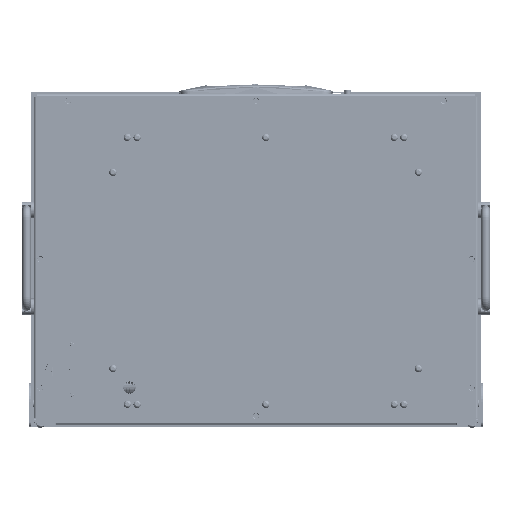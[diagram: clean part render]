
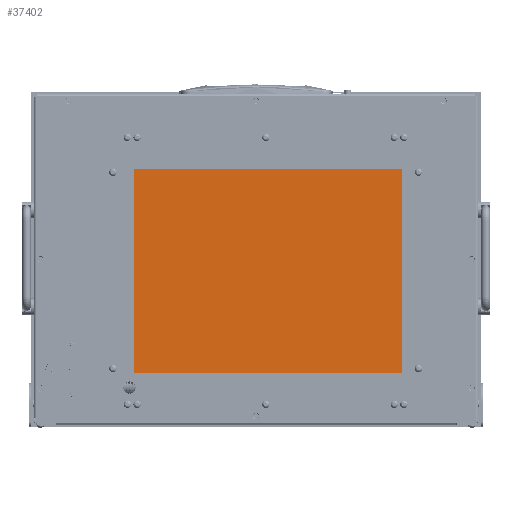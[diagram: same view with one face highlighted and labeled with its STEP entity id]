
A CAD part, front view. The second image highlights one B-rep face of the part: STEP entity #37402.
In plain terms, the highlighted planar face has unit normal (0, -1, 0).
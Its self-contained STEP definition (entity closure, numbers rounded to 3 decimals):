
#502 = LINE ( 'NONE', #59564, #49682 ) ;
#3508 = PLANE ( 'NONE',  #55831 ) ;
#3922 = DIRECTION ( 'NONE',  ( 0., -1., 0. ) ) ;
#5300 = CARTESIAN_POINT ( 'NONE',  ( -141.75, -4.5, -105.65 ) ) ;
#5371 = ORIENTED_EDGE ( 'NONE', *, *, #8097, .T. ) ;
#8097 = EDGE_CURVE ( 'NONE', #73686, #60363, #64402, .T. ) ;
#8686 = CARTESIAN_POINT ( 'NONE',  ( 135.25, -4.5, 105.65 ) ) ;
#12152 = CARTESIAN_POINT ( 'NONE',  ( -141.75, -4.5, 105.65 ) ) ;
#15592 = LINE ( 'NONE', #28855, #60462 ) ;
#17251 = CARTESIAN_POINT ( 'NONE',  ( 135.25, -4.5, -105.65 ) ) ;
#18400 = ORIENTED_EDGE ( 'NONE', *, *, #36778, .T. ) ;
#18502 = ORIENTED_EDGE ( 'NONE', *, *, #62850, .T. ) ;
#19333 = DIRECTION ( 'NONE',  ( 1., 0., 0. ) ) ;
#28855 = CARTESIAN_POINT ( 'NONE',  ( 135.25, -4.5, -105.65 ) ) ;
#28995 = CARTESIAN_POINT ( 'NONE',  ( 135.25, -4.5, 105.65 ) ) ;
#29126 = VECTOR ( 'NONE', #78097, 1000. ) ;
#36778 = EDGE_CURVE ( 'NONE', #54104, #82505, #15592, .T. ) ;
#37402 = ADVANCED_FACE ( 'NONE', ( #69037 ), #3508, .T. ) ;
#49656 = CARTESIAN_POINT ( 'NONE',  ( -141.75, -4.5, -105.65 ) ) ;
#49682 = VECTOR ( 'NONE', #19333, 1000. ) ;
#54104 = VERTEX_POINT ( 'NONE', #17251 ) ;
#54130 = DIRECTION ( 'NONE',  ( 0., 0., 1. ) ) ;
#55733 = CARTESIAN_POINT ( 'NONE',  ( 135.25, -4.5, 105.65 ) ) ;
#55831 = AXIS2_PLACEMENT_3D ( 'NONE', #55733, #3922, #56146 ) ;
#56146 = DIRECTION ( 'NONE',  ( 0., 0., -1. ) ) ;
#59564 = CARTESIAN_POINT ( 'NONE',  ( 135.25, -4.5, -105.65 ) ) ;
#60061 = DIRECTION ( 'NONE',  ( -1., 0., 0. ) ) ;
#60363 = VERTEX_POINT ( 'NONE', #49656 ) ;
#60462 = VECTOR ( 'NONE', #54130, 1000. ) ;
#62850 = EDGE_CURVE ( 'NONE', #60363, #54104, #502, .T. ) ;
#64402 = LINE ( 'NONE', #5300, #29126 ) ;
#69037 = FACE_OUTER_BOUND ( 'NONE', #73594, .T. ) ;
#69839 = EDGE_CURVE ( 'NONE', #82505, #73686, #80230, .T. ) ;
#72544 = ORIENTED_EDGE ( 'NONE', *, *, #69839, .T. ) ;
#73594 = EDGE_LOOP ( 'NONE', ( #18400, #72544, #5371, #18502 ) ) ;
#73686 = VERTEX_POINT ( 'NONE', #12152 ) ;
#77993 = VECTOR ( 'NONE', #60061, 1000. ) ;
#78097 = DIRECTION ( 'NONE',  ( 0., 0., -1. ) ) ;
#80230 = LINE ( 'NONE', #8686, #77993 ) ;
#82505 = VERTEX_POINT ( 'NONE', #28995 ) ;
